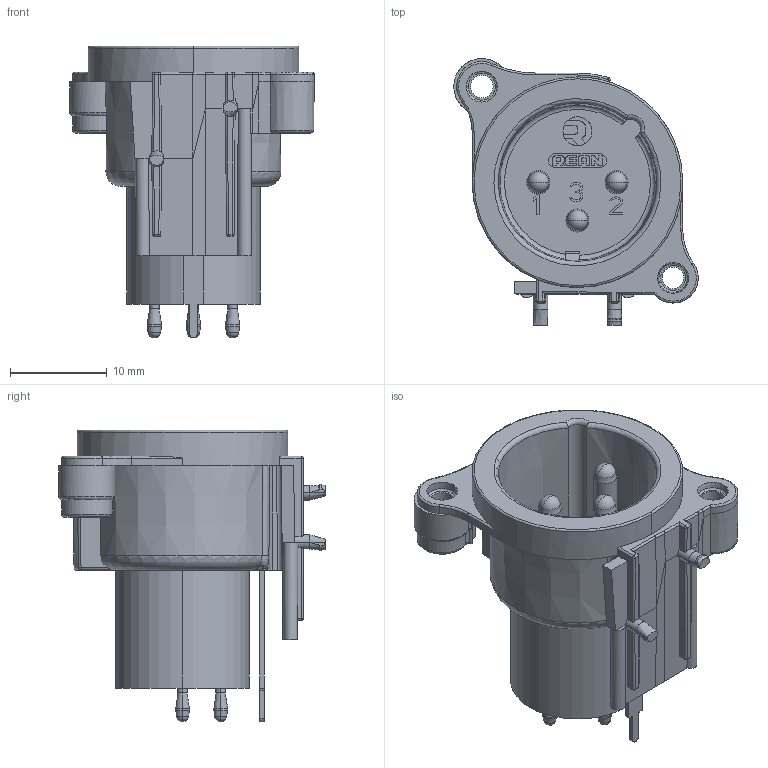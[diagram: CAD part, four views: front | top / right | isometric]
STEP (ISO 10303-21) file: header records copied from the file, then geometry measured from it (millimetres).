
FILE_DESCRIPTION((''),'2;1');
FILE_NAME('RRX3M-AA-003','2024-04-29T08:50:04',('summer.xia'),(''),'CREO PARAMETRIC BY PTC INC, 2023424','CREO PARAMETRIC BY PTC INC, 2023424','');
FILE_SCHEMA(('CONFIG_CONTROL_DESIGN'));
Length unit declared in the file: millimetre
Products named in the file (1): RRX3M-AA-003
Bounding box: 25.3 x 27.6 x 30.2 mm (x, y, z)
Volume: 4307.4 mm3; surface area: 4055.9 mm2
Topology: 1 solids, 1 shells, 489 faces, 1292 edges, 821 vertices
Faces by surface type: plane 253, cylinder 105, cone 35, torus 28, bspline 25, sphere 22, extrusion 21
Entity records: 16196 total; most frequent: CARTESIAN_POINT 4505, ORIENTED_EDGE 2512, DIRECTION 2247, EDGE_CURVE 1256, VECTOR 809, VERTEX_POINT 793, LINE 788, AXIS2_PLACEMENT_3D 719
